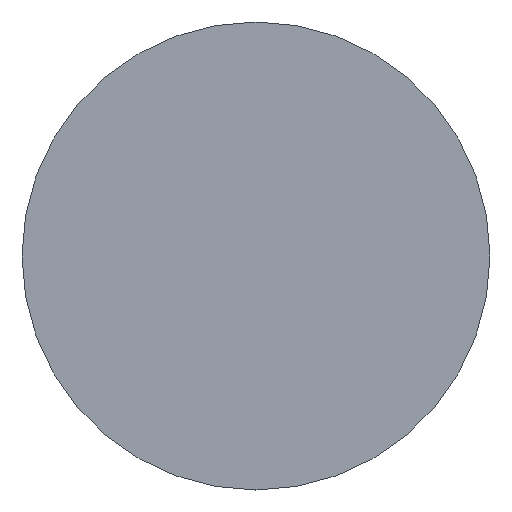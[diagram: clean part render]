
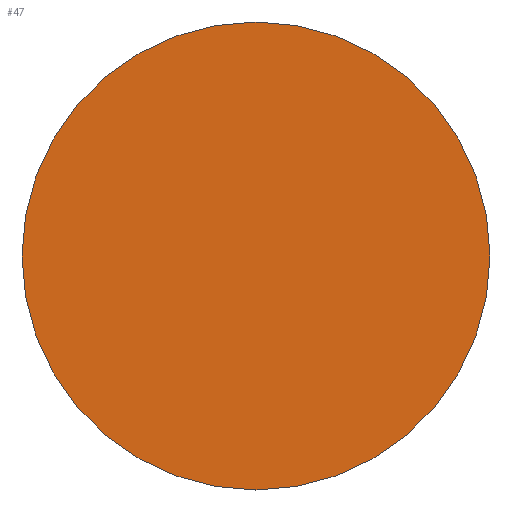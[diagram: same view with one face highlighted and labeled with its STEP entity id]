
A CAD part, left-side view. The second image highlights one B-rep face of the part: STEP entity #47.
In plain terms, the highlighted planar face has unit normal (-1, 0, 0).
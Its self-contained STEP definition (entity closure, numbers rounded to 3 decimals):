
#5 = AXIS2_PLACEMENT_3D ( 'NONE', #32, #71, #152 ) ;
#8 = ORIENTED_EDGE ( 'NONE', *, *, #41, .T. ) ;
#15 = EDGE_CURVE ( 'NONE', #78, #16, #120, .T. ) ;
#16 = VERTEX_POINT ( 'NONE', #60 ) ;
#17 = CARTESIAN_POINT ( 'NONE',  ( 0., 0., 0. ) ) ;
#27 = FACE_OUTER_BOUND ( 'NONE', #80, .T. ) ;
#32 = CARTESIAN_POINT ( 'NONE',  ( 0., 0., 0. ) ) ;
#35 = CIRCLE ( 'NONE', #55, 12.7 ) ;
#41 = EDGE_CURVE ( 'NONE', #16, #78, #35, .T. ) ;
#46 = AXIS2_PLACEMENT_3D ( 'NONE', #17, #150, #66 ) ;
#47 = ADVANCED_FACE ( 'NONE', ( #27 ), #67, .F. ) ;
#50 = ORIENTED_EDGE ( 'NONE', *, *, #15, .T. ) ;
#55 = AXIS2_PLACEMENT_3D ( 'NONE', #89, #165, #79 ) ;
#60 = CARTESIAN_POINT ( 'NONE',  ( 0., 0., 12.7 ) ) ;
#66 = DIRECTION ( 'NONE',  ( 0., 0., -1. ) ) ;
#67 = PLANE ( 'NONE',  #46 ) ;
#71 = DIRECTION ( 'NONE',  ( -1., 0., 0. ) ) ;
#78 = VERTEX_POINT ( 'NONE', #137 ) ;
#79 = DIRECTION ( 'NONE',  ( 0., 0., 1. ) ) ;
#80 = EDGE_LOOP ( 'NONE', ( #8, #50 ) ) ;
#89 = CARTESIAN_POINT ( 'NONE',  ( 0., 0., 0. ) ) ;
#120 = CIRCLE ( 'NONE', #5, 12.7 ) ;
#137 = CARTESIAN_POINT ( 'NONE',  ( 0., 0., -12.7 ) ) ;
#150 = DIRECTION ( 'NONE',  ( 1., 0., 0. ) ) ;
#152 = DIRECTION ( 'NONE',  ( 0., 0., 1. ) ) ;
#165 = DIRECTION ( 'NONE',  ( -1., 0., 0. ) ) ;
